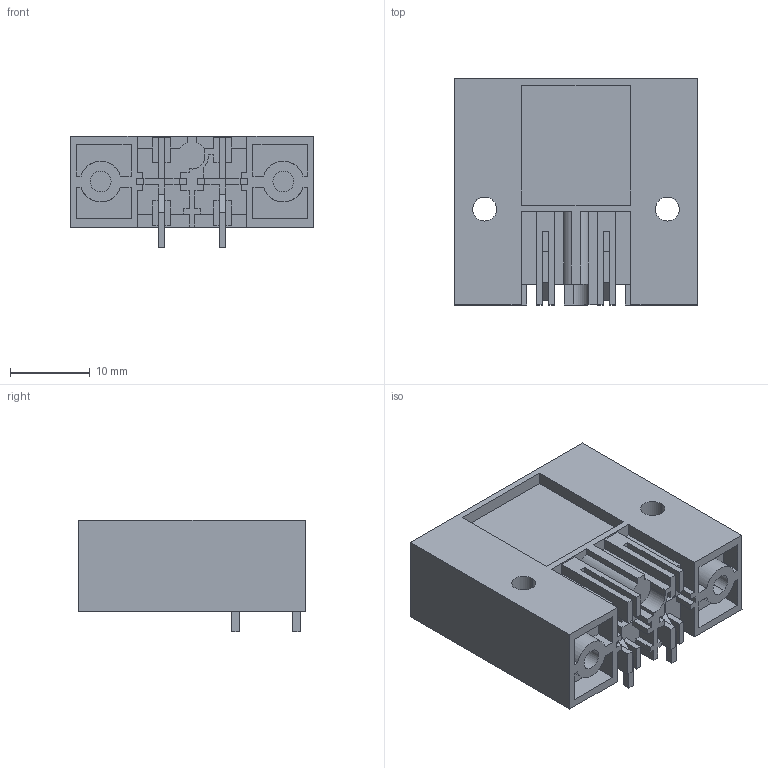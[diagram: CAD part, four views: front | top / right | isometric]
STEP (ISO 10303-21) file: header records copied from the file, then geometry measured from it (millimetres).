
FILE_DESCRIPTION(('CATIA V5 STEP','CAx-IF Rec.Pracs.--- Model Styling and Organization---1.4--- 2014-01-23'),'2;1');
FILE_NAME ('344642-4_1', '2023-09-25T08:12:33+00:00', ('none'), ('Weidmueller'), 'CATIA Version 5-6 Release 2016 SP3 HF44', 'CATIA V5 STEP AP214', 'none');
FILE_SCHEMA(('AUTOMOTIVE_DESIGN { 1 0 10303 214 1 1 1 1 }'));
Length unit declared in the file: millimetre
Products named in the file (1): 2499540000
Bounding box: 30.48 x 28.3 x 14 mm (x, y, z)
Volume: 6066.7 mm3; surface area: 6734.1 mm2
Topology: 3 solids, 3 shells, 284 faces, 838 edges, 567 vertices
Faces by surface type: plane 256, cylinder 24, cone 4
Entity records: 9055 total; most frequent: ORIENTED_EDGE 1676, CARTESIAN_POINT 1658, DIRECTION 1266, EDGE_CURVE 838, VECTOR 770, LINE 770, VERTEX_POINT 567, EDGE_LOOP 307
